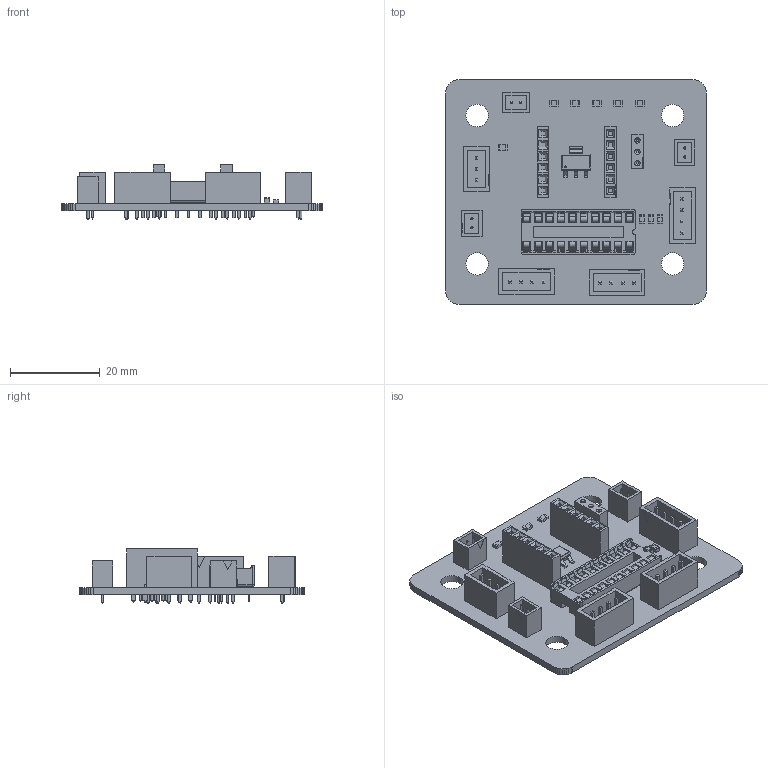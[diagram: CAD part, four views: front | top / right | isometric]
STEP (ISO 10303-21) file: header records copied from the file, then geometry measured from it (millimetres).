
FILE_DESCRIPTION(('Open CASCADE Model'),'2;1');
FILE_NAME('Open CASCADE Shape Model','2024-04-01T20:48:04',('Author'),( 'Open CASCADE'),'Open CASCADE STEP processor 7.5','Open CASCADE 7.5' ,'Unknown');
FILE_SCHEMA(('AUTOMOTIVE_DESIGN { 1 0 10303 214 1 1 1 1 }'));
Length unit declared in the file: millimetre
Products named in the file (65): PCB; Board; Open CASCADE STEP translator 7.5 1.1.1; IC_; 6772481296; Body; PinsArrayL; FilletPinR; J7; 6140277056; LeadsArray; J8; 6140271456; J11; R3; 6140268416; term1; term2; body; R5; R4; R2; R6; R1; J1; 6140277296; J2; J6; 6140278976; J5; 6140270896; J10; 6140264816; J3; 6140276096; J4; 6140266336; J9; 6140273616; C3 ...
Assembly tree (72 placements, depth 4):
  PCB
    Board
      Open CASCADE STEP translator 7.5 1.1.1
    IC_
      6772481296
        Body
        PinsArrayL
        FilletPinR
    J7
      6140277056
        Body
        LeadsArray
    J8
      6140271456
        Body
        LeadsArray
    J11
      6140271456
        Body
        LeadsArray
    R3
      6140268416
        term1
        term2
        body
    R5
      6140268416
        term1
        term2
        body
    R4
      6140268416
        term1
        term2
        body
    R2
      6140268416
        term1
        term2
        body
    R6
      6140268416
        term1
        term2
        body
    R1
      6140268416
        term1
        term2
        body
    J1
      6140277296
        Body
        LeadsArray
    J2
      6140277296
        Body
        LeadsArray
    J6
      6140278976
Bounding box: 58 x 50 x 12.05 mm (x, y, z)
Volume: 7563.1 mm3; surface area: 12649.1 mm2
Topology: 80 solids, 80 shells, 1679 faces, 4068 edges, 2547 vertices
Faces by surface type: plane 1429, cylinder 204, sphere 28, cone 18
Full cylindrical faces by diameter (mm): 0.438 x1, 0.5 x6, 0.6 x6, 0.7 x6, 0.8 x3, 0.95 x20, 1.1 x15, 1.55 x12, 5 x4
Entity records: 41147 total; most frequent: CARTESIAN_POINT 6913, ORIENTED_EDGE 6724, DIRECTION 6586, EDGE_CURVE 3362, LINE 2984, VECTOR 2984, VERTEX_POINT 2127, AXIS2_PLACEMENT_3D 1801
